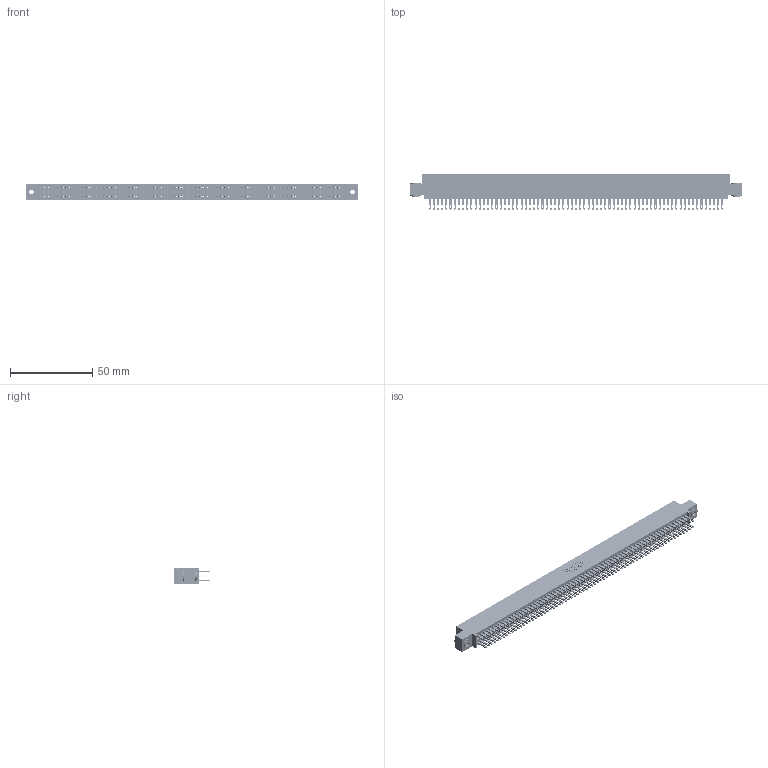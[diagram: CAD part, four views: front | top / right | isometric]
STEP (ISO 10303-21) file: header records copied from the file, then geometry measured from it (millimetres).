
FILE_DESCRIPTION (( 'STEP AP203' ), '1' );
FILE_NAME ('895-142-500-503.STEP', '2020-10-13T19:57:22', ( '' ), ( '' ), 'SwSTEP 2.0', 'SolidWorks 2020', '' );
FILE_SCHEMA (( 'CONFIG_CONTROL_DESIGN' ));
Length unit declared in the file: inch
Products named in the file (4): 895-142-500-503; 345-292-001_345-293-100; 845 Part_0.110 Offset - 0.156 Dia-TH; 345-250-002_345-250-002-102
Assembly tree (145 placements, depth 2):
  895-142-500-503
    845 Part_0.110 Offset - 0.156 Dia-TH
    345-292-001_345-293-100  x142
    345-250-002_345-250-002-102  x2
Bounding box: 201.55 x 21.51 x 9.4 mm (x, y, z)
Volume: 20227.8 mm3; surface area: 32207.8 mm2
Topology: 145 solids, 145 shells, 6700 faces, 20451 edges, 13630 vertices
Faces by surface type: plane 3928, cylinder 2764, cone 8
Entity records: 52516 total; most frequent: CARTESIAN_POINT 8751, ORIENTED_EDGE 8678, DIRECTION 7713, EDGE_CURVE 4339, VECTOR 3895, LINE 3895, VERTEX_POINT 2890, AXIS2_PLACEMENT_3D 1909
